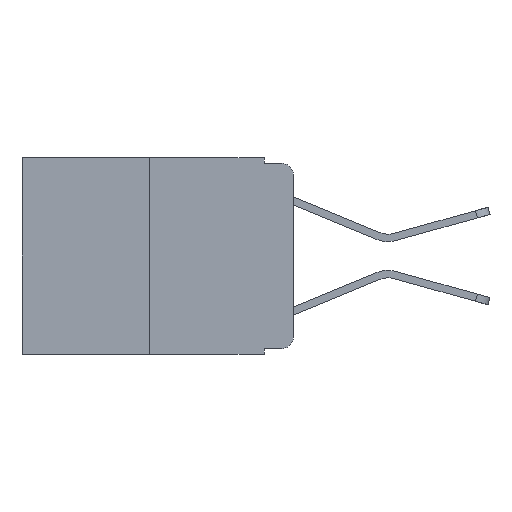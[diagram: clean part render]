
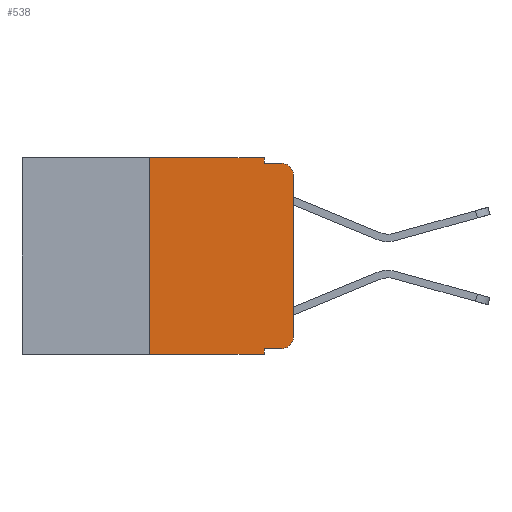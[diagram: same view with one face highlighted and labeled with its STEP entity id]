
A CAD part, left-side view. The second image highlights one B-rep face of the part: STEP entity #538.
In plain terms, the highlighted planar face has unit normal (-1, 0, 0).
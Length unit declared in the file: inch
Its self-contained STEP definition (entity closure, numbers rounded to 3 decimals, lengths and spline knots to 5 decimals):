
#9 = ORIENTED_EDGE ( 'NONE', *, *, #3443, .F. ) ;
#95 = VERTEX_POINT ( 'NONE', #8775 ) ;
#167 = CARTESIAN_POINT ( 'NONE',  ( 0., 0.051, 0. ) ) ;
#258 = CARTESIAN_POINT ( 'NONE',  ( 0., 0.02, -0.03 ) ) ;
#288 = CARTESIAN_POINT ( 'NONE',  ( 0., 0., -0.03 ) ) ;
#320 = ORIENTED_EDGE ( 'NONE', *, *, #6607, .F. ) ;
#358 = CIRCLE ( 'NONE', #7049, 0.02 ) ;
#494 = ORIENTED_EDGE ( 'NONE', *, *, #9403, .F. ) ;
#538 = ADVANCED_FACE ( 'NONE', ( #9633 ), #7970, .F. ) ;
#759 = DIRECTION ( 'NONE',  ( 0., 0., 1. ) ) ;
#869 = DIRECTION ( 'NONE',  ( 0., -1., 0. ) ) ;
#1155 = VERTEX_POINT ( 'NONE', #11976 ) ;
#1167 = VECTOR ( 'NONE', #7413, 39.37008 ) ;
#1219 = CARTESIAN_POINT ( 'NONE',  ( 0., 0.25, -0.343 ) ) ;
#1241 = DIRECTION ( 'NONE',  ( 0., 0., -1. ) ) ;
#1245 = DIRECTION ( 'NONE',  ( 0., 0., -1. ) ) ;
#1332 = DIRECTION ( 'NONE',  ( 0., 0., -1. ) ) ;
#1611 = LINE ( 'NONE', #10953, #6421 ) ;
#1830 = EDGE_CURVE ( 'NONE', #9895, #2804, #4785, .T. ) ;
#1937 = VECTOR ( 'NONE', #1332, 39.37008 ) ;
#2280 = EDGE_CURVE ( 'NONE', #95, #2804, #4455, .T. ) ;
#2454 = DIRECTION ( 'NONE',  ( 0., -1., 0. ) ) ;
#2459 = VECTOR ( 'NONE', #2454, 39.37008 ) ;
#2478 = CARTESIAN_POINT ( 'NONE',  ( 0., 0.051, -0.343 ) ) ;
#2752 = LINE ( 'NONE', #4356, #2459 ) ;
#2786 = LINE ( 'NONE', #11980, #5051 ) ;
#2804 = VERTEX_POINT ( 'NONE', #2478 ) ;
#2830 = ORIENTED_EDGE ( 'NONE', *, *, #5015, .T. ) ;
#3323 = AXIS2_PLACEMENT_3D ( 'NONE', #258, #6966, #1245 ) ;
#3408 = VERTEX_POINT ( 'NONE', #10084 ) ;
#3443 = EDGE_CURVE ( 'NONE', #11470, #4708, #4896, .T. ) ;
#3771 = VERTEX_POINT ( 'NONE', #288 ) ;
#4013 = LINE ( 'NONE', #7181, #8488 ) ;
#4356 = CARTESIAN_POINT ( 'NONE',  ( 0., 0.473, 0. ) ) ;
#4455 = LINE ( 'NONE', #9525, #1937 ) ;
#4543 = VERTEX_POINT ( 'NONE', #9034 ) ;
#4699 = ORIENTED_EDGE ( 'NONE', *, *, #11491, .F. ) ;
#4708 = VERTEX_POINT ( 'NONE', #7426 ) ;
#4755 = CARTESIAN_POINT ( 'NONE',  ( 0., 0.02, -0.313 ) ) ;
#4785 = LINE ( 'NONE', #6250, #9478 ) ;
#4807 = ORIENTED_EDGE ( 'NONE', *, *, #2280, .F. ) ;
#4896 = LINE ( 'NONE', #6470, #1167 ) ;
#5015 = EDGE_CURVE ( 'NONE', #3771, #4708, #9116, .T. ) ;
#5051 = VECTOR ( 'NONE', #759, 39.37008 ) ;
#5540 = CARTESIAN_POINT ( 'NONE',  ( 0., 0.473, 0. ) ) ;
#5571 = DIRECTION ( 'NONE',  ( 1., 0., 0. ) ) ;
#5589 = ORIENTED_EDGE ( 'NONE', *, *, #6844, .T. ) ;
#5733 = DIRECTION ( 'NONE',  ( 0., 0., -1. ) ) ;
#6250 = CARTESIAN_POINT ( 'NONE',  ( 0., 0.473, -0.343 ) ) ;
#6421 = VECTOR ( 'NONE', #7321, 39.37008 ) ;
#6470 = CARTESIAN_POINT ( 'NONE',  ( 0., 0.051, -0.01 ) ) ;
#6607 = EDGE_CURVE ( 'NONE', #1155, #10974, #2752, .T. ) ;
#6844 = EDGE_CURVE ( 'NONE', #3408, #4543, #358, .T. ) ;
#6966 = DIRECTION ( 'NONE',  ( -1., 0., 0. ) ) ;
#7049 = AXIS2_PLACEMENT_3D ( 'NONE', #4755, #11254, #5733 ) ;
#7083 = ORIENTED_EDGE ( 'NONE', *, *, #1830, .T. ) ;
#7181 = CARTESIAN_POINT ( 'NONE',  ( 0., 0.25, 0. ) ) ;
#7321 = DIRECTION ( 'NONE',  ( 0., 0., -1. ) ) ;
#7408 = EDGE_CURVE ( 'NONE', #95, #3408, #11374, .T. ) ;
#7413 = DIRECTION ( 'NONE',  ( 0., -1., 0. ) ) ;
#7426 = CARTESIAN_POINT ( 'NONE',  ( 0., 0.02, -0.01 ) ) ;
#7846 = EDGE_LOOP ( 'NONE', ( #8602, #2830, #9, #4699, #320, #494, #7083, #4807, #9695, #5589 ) ) ;
#7970 = PLANE ( 'NONE',  #8533 ) ;
#8466 = CARTESIAN_POINT ( 'NONE',  ( 0., 0.051, -0.333 ) ) ;
#8488 = VECTOR ( 'NONE', #10812, 39.37008 ) ;
#8533 = AXIS2_PLACEMENT_3D ( 'NONE', #5540, #5571, #1241 ) ;
#8602 = ORIENTED_EDGE ( 'NONE', *, *, #12142, .T. ) ;
#8775 = CARTESIAN_POINT ( 'NONE',  ( 0., 0.051, -0.333 ) ) ;
#8967 = VECTOR ( 'NONE', #869, 39.37008 ) ;
#9034 = CARTESIAN_POINT ( 'NONE',  ( 0., 0., -0.313 ) ) ;
#9116 = CIRCLE ( 'NONE', #3323, 0.02 ) ;
#9134 = CARTESIAN_POINT ( 'NONE',  ( 0., 0.051, -0.01 ) ) ;
#9403 = EDGE_CURVE ( 'NONE', #9895, #1155, #4013, .T. ) ;
#9478 = VECTOR ( 'NONE', #9874, 39.37008 ) ;
#9525 = CARTESIAN_POINT ( 'NONE',  ( 0., 0.051, 0. ) ) ;
#9633 = FACE_OUTER_BOUND ( 'NONE', #7846, .T. ) ;
#9695 = ORIENTED_EDGE ( 'NONE', *, *, #7408, .T. ) ;
#9874 = DIRECTION ( 'NONE',  ( 0., -1., 0. ) ) ;
#9895 = VERTEX_POINT ( 'NONE', #1219 ) ;
#10084 = CARTESIAN_POINT ( 'NONE',  ( 0., 0.02, -0.333 ) ) ;
#10812 = DIRECTION ( 'NONE',  ( 0., 0., 1. ) ) ;
#10953 = CARTESIAN_POINT ( 'NONE',  ( 0., 0.051, 0. ) ) ;
#10974 = VERTEX_POINT ( 'NONE', #167 ) ;
#11254 = DIRECTION ( 'NONE',  ( -1., 0., 0. ) ) ;
#11374 = LINE ( 'NONE', #8466, #8967 ) ;
#11470 = VERTEX_POINT ( 'NONE', #9134 ) ;
#11491 = EDGE_CURVE ( 'NONE', #10974, #11470, #1611, .T. ) ;
#11976 = CARTESIAN_POINT ( 'NONE',  ( 0., 0.25, 0. ) ) ;
#11980 = CARTESIAN_POINT ( 'NONE',  ( 0., 0., 0. ) ) ;
#12142 = EDGE_CURVE ( 'NONE', #4543, #3771, #2786, .T. ) ;
